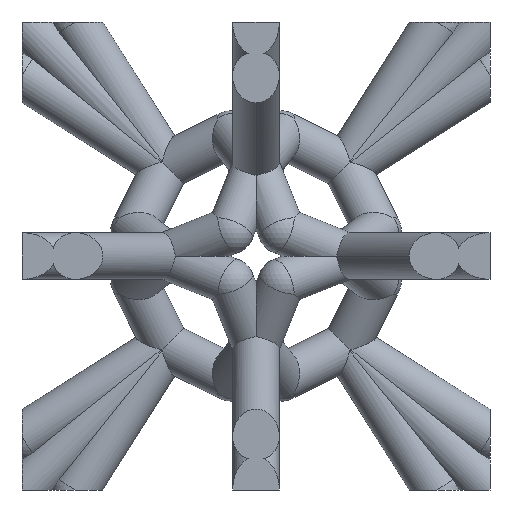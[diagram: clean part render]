
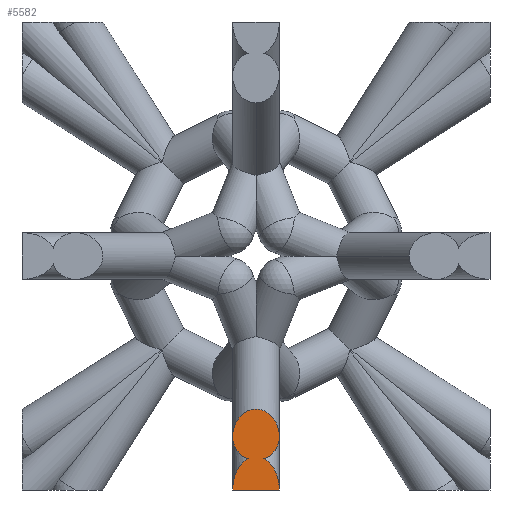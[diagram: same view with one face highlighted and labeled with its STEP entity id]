
A CAD part, front view. The second image highlights one B-rep face of the part: STEP entity #5582.
In plain terms, the highlighted planar face has unit normal (0, -1, 0).
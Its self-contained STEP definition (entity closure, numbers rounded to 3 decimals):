
#387 = CYLINDRICAL_SURFACE('',#388,0.5);
#388 = AXIS2_PLACEMENT_3D('',#389,#390,#391);
#389 = CARTESIAN_POINT('',(0.,-5.,-5.));
#390 = DIRECTION('',(0.,0.707,0.707));
#391 = DIRECTION('',(0.,0.707,-0.707));
#427 = CYLINDRICAL_SURFACE('',#428,0.5);
#428 = AXIS2_PLACEMENT_3D('',#429,#430,#431);
#429 = CARTESIAN_POINT('',(0.,-1.919,-1.919));
#430 = DIRECTION('',(0.,-0.846,-0.534));
#431 = DIRECTION('',(0.,0.534,-0.846));
#1593 = CYLINDRICAL_SURFACE('',#1594,0.5);
#1594 = AXIS2_PLACEMENT_3D('',#1595,#1596,#1597);
#1595 = CARTESIAN_POINT('',(0.,-5.,-5.));
#1596 = DIRECTION('',(0.,0.707,0.707));
#1597 = DIRECTION('',(0.,0.707,-0.707));
#1649 = VERTEX_POINT('',#1650);
#1650 = CARTESIAN_POINT('',(0.5,-5.,-3.864));
#1665 = SPHERICAL_SURFACE('',#1666,0.5);
#1666 = AXIS2_PLACEMENT_3D('',#1667,#1668,#1669);
#1667 = CARTESIAN_POINT('',(0.,-5.,-3.864));
#1668 = DIRECTION('',(0.,0.,1.));
#1669 = DIRECTION('',(1.,0.,-0.));
#1750 = VERTEX_POINT('',#1751);
#1751 = CARTESIAN_POINT('',(-0.5,-5.,-3.864));
#1766 = SPHERICAL_SURFACE('',#1767,0.5);
#1767 = AXIS2_PLACEMENT_3D('',#1768,#1769,#1770);
#1768 = CARTESIAN_POINT('',(0.,-5.,-3.864));
#1769 = DIRECTION('',(0.,0.,1.));
#1770 = DIRECTION('',(1.,0.,-0.));
#1826 = EDGE_CURVE('',#1750,#1649,#1827,.T.);
#1827 = SURFACE_CURVE('',#1828,(#1833,#1846),.PCURVE_S1.);
#1828 = ELLIPSE('',#1829,0.591,0.5);
#1829 = AXIS2_PLACEMENT_3D('',#1830,#1831,#1832);
#1830 = CARTESIAN_POINT('',(0.,-5.,-3.864));
#1831 = DIRECTION('',(0.,1.,0.));
#1832 = DIRECTION('',(0.,0.,-1.));
#1833 = PCURVE('',#427,#1834);
#1834 = DEFINITIONAL_REPRESENTATION('',(#1835),#1845);
#1835 = B_SPLINE_CURVE_WITH_KNOTS('',8,(#1836,#1837,#1838,#1839,#1840,
    #1841,#1842,#1843,#1844),.UNSPECIFIED.,.F.,.F.,(9,9),(1.571,
    4.712),.PIECEWISE_BEZIER_KNOTS.);
#1836 = CARTESIAN_POINT('',(4.712,3.643));
#1837 = CARTESIAN_POINT('',(4.32,3.519));
#1838 = CARTESIAN_POINT('',(3.927,3.395));
#1839 = CARTESIAN_POINT('',(3.534,3.3));
#1840 = CARTESIAN_POINT('',(3.142,3.264));
#1841 = CARTESIAN_POINT('',(2.749,3.3));
#1842 = CARTESIAN_POINT('',(2.356,3.395));
#1843 = CARTESIAN_POINT('',(1.963,3.519));
#1844 = CARTESIAN_POINT('',(1.571,3.643));
#1845 = ( GEOMETRIC_REPRESENTATION_CONTEXT(2) 
PARAMETRIC_REPRESENTATION_CONTEXT() REPRESENTATION_CONTEXT('2D SPACE',''
  ) );
#1846 = PCURVE('',#1847,#1852);
#1847 = PLANE('',#1848);
#1848 = AXIS2_PLACEMENT_3D('',#1849,#1850,#1851);
#1849 = CARTESIAN_POINT('',(-5.,-5.,-5.));
#1850 = DIRECTION('',(-0.,1.,0.));
#1851 = DIRECTION('',(0.,0.,1.));
#1852 = DEFINITIONAL_REPRESENTATION('',(#1853),#1857);
#1853 = ELLIPSE('',#1854,0.591,0.5);
#1854 = AXIS2_PLACEMENT_2D('',#1855,#1856);
#1855 = CARTESIAN_POINT('',(1.136,5.));
#1856 = DIRECTION('',(-1.,0.));
#1857 = ( GEOMETRIC_REPRESENTATION_CONTEXT(2) 
PARAMETRIC_REPRESENTATION_CONTEXT() REPRESENTATION_CONTEXT('2D SPACE',''
  ) );
#2085 = VERTEX_POINT('',#2086);
#2086 = CARTESIAN_POINT('',(-0.5,-5.,-5.));
#2106 = PLANE('',#2107);
#2107 = AXIS2_PLACEMENT_3D('',#2108,#2109,#2110);
#2108 = CARTESIAN_POINT('',(-5.,-5.,-5.));
#2109 = DIRECTION('',(0.,0.,1.));
#2110 = DIRECTION('',(1.,0.,-0.));
#2118 = EDGE_CURVE('',#2085,#2119,#2121,.T.);
#2119 = VERTEX_POINT('',#2120);
#2120 = CARTESIAN_POINT('',(-0.169,-5.,-4.334));
#2121 = SURFACE_CURVE('',#2122,(#2127,#2140),.PCURVE_S1.);
#2122 = ELLIPSE('',#2123,0.707,0.5);
#2123 = AXIS2_PLACEMENT_3D('',#2124,#2125,#2126);
#2124 = CARTESIAN_POINT('',(0.,-5.,-5.));
#2125 = DIRECTION('',(-0.,1.,0.));
#2126 = DIRECTION('',(0.,0.,1.));
#2127 = PCURVE('',#387,#2128);
#2128 = DEFINITIONAL_REPRESENTATION('',(#2129),#2139);
#2129 = B_SPLINE_CURVE_WITH_KNOTS('',8,(#2130,#2131,#2132,#2133,#2134,
    #2135,#2136,#2137,#2138),.UNSPECIFIED.,.F.,.F.,(9,9),(4.712
    ,7.854),.PIECEWISE_BEZIER_KNOTS.);
#2130 = CARTESIAN_POINT('',(1.571,0.));
#2131 = CARTESIAN_POINT('',(1.963,0.196));
#2132 = CARTESIAN_POINT('',(2.356,0.393));
#2133 = CARTESIAN_POINT('',(2.749,0.543));
#2134 = CARTESIAN_POINT('',(3.142,0.601));
#2135 = CARTESIAN_POINT('',(3.534,0.543));
#2136 = CARTESIAN_POINT('',(3.927,0.393));
#2137 = CARTESIAN_POINT('',(4.32,0.196));
#2138 = CARTESIAN_POINT('',(4.712,0.));
#2139 = ( GEOMETRIC_REPRESENTATION_CONTEXT(2) 
PARAMETRIC_REPRESENTATION_CONTEXT() REPRESENTATION_CONTEXT('2D SPACE',''
  ) );
#2140 = PCURVE('',#1847,#2141);
#2141 = DEFINITIONAL_REPRESENTATION('',(#2142),#2146);
#2142 = ELLIPSE('',#2143,0.707,0.5);
#2143 = AXIS2_PLACEMENT_2D('',#2144,#2145);
#2144 = CARTESIAN_POINT('',(0.,5.));
#2145 = DIRECTION('',(1.,0.));
#2146 = ( GEOMETRIC_REPRESENTATION_CONTEXT(2) 
PARAMETRIC_REPRESENTATION_CONTEXT() REPRESENTATION_CONTEXT('2D SPACE',''
  ) );
#4687 = VERTEX_POINT('',#4688);
#4688 = CARTESIAN_POINT('',(0.169,-5.,-4.334));
#4931 = EDGE_CURVE('',#4687,#4932,#4934,.T.);
#4932 = VERTEX_POINT('',#4933);
#4933 = CARTESIAN_POINT('',(0.5,-5.,-5.));
#4934 = SURFACE_CURVE('',#4935,(#4940,#4953),.PCURVE_S1.);
#4935 = ELLIPSE('',#4936,0.707,0.5);
#4936 = AXIS2_PLACEMENT_3D('',#4937,#4938,#4939);
#4937 = CARTESIAN_POINT('',(0.,-5.,-5.));
#4938 = DIRECTION('',(-0.,1.,0.));
#4939 = DIRECTION('',(0.,0.,1.));
#4940 = PCURVE('',#1593,#4941);
#4941 = DEFINITIONAL_REPRESENTATION('',(#4942),#4952);
#4942 = B_SPLINE_CURVE_WITH_KNOTS('',8,(#4943,#4944,#4945,#4946,#4947,
    #4948,#4949,#4950,#4951),.UNSPECIFIED.,.F.,.F.,(9,9),(4.712
    ,7.854),.PIECEWISE_BEZIER_KNOTS.);
#4943 = CARTESIAN_POINT('',(1.571,0.));
#4944 = CARTESIAN_POINT('',(1.963,0.196));
#4945 = CARTESIAN_POINT('',(2.356,0.393));
#4946 = CARTESIAN_POINT('',(2.749,0.543));
#4947 = CARTESIAN_POINT('',(3.142,0.601));
#4948 = CARTESIAN_POINT('',(3.534,0.543));
#4949 = CARTESIAN_POINT('',(3.927,0.393));
#4950 = CARTESIAN_POINT('',(4.32,0.196));
#4951 = CARTESIAN_POINT('',(4.712,0.));
#4952 = ( GEOMETRIC_REPRESENTATION_CONTEXT(2) 
PARAMETRIC_REPRESENTATION_CONTEXT() REPRESENTATION_CONTEXT('2D SPACE',''
  ) );
#4953 = PCURVE('',#1847,#4954);
#4954 = DEFINITIONAL_REPRESENTATION('',(#4955),#4959);
#4955 = ELLIPSE('',#4956,0.707,0.5);
#4956 = AXIS2_PLACEMENT_2D('',#4957,#4958);
#4957 = CARTESIAN_POINT('',(0.,5.));
#4958 = DIRECTION('',(1.,0.));
#4959 = ( GEOMETRIC_REPRESENTATION_CONTEXT(2) 
PARAMETRIC_REPRESENTATION_CONTEXT() REPRESENTATION_CONTEXT('2D SPACE',''
  ) );
#5556 = EDGE_CURVE('',#4687,#1649,#5557,.T.);
#5557 = SURFACE_CURVE('',#5558,(#5563,#5570),.PCURVE_S1.);
#5558 = CIRCLE('',#5559,0.5);
#5559 = AXIS2_PLACEMENT_3D('',#5560,#5561,#5562);
#5560 = CARTESIAN_POINT('',(0.,-5.,-3.864));
#5561 = DIRECTION('',(0.,-1.,0.));
#5562 = DIRECTION('',(1.,0.,0.));
#5563 = PCURVE('',#1665,#5564);
#5564 = DEFINITIONAL_REPRESENTATION('',(#5565),#5569);
#5565 = LINE('',#5566,#5567);
#5566 = CARTESIAN_POINT('',(0.,-6.283));
#5567 = VECTOR('',#5568,1.);
#5568 = DIRECTION('',(0.,1.));
#5569 = ( GEOMETRIC_REPRESENTATION_CONTEXT(2) 
PARAMETRIC_REPRESENTATION_CONTEXT() REPRESENTATION_CONTEXT('2D SPACE',''
  ) );
#5570 = PCURVE('',#1847,#5571);
#5571 = DEFINITIONAL_REPRESENTATION('',(#5572),#5580);
#5572 = ( BOUNDED_CURVE() B_SPLINE_CURVE(2,(#5573,#5574,#5575,#5576,
#5577,#5578,#5579),.UNSPECIFIED.,.T.,.F.) B_SPLINE_CURVE_WITH_KNOTS((1,2
    ,2,2,2,1),(-2.094,0.,2.094,4.189,
6.283,8.378),.UNSPECIFIED.) CURVE() 
GEOMETRIC_REPRESENTATION_ITEM() RATIONAL_B_SPLINE_CURVE((1.,0.5,1.,0.5,
1.,0.5,1.)) REPRESENTATION_ITEM('') );
#5573 = CARTESIAN_POINT('',(1.136,5.5));
#5574 = CARTESIAN_POINT('',(2.002,5.5));
#5575 = CARTESIAN_POINT('',(1.569,4.75));
#5576 = CARTESIAN_POINT('',(1.136,4.));
#5577 = CARTESIAN_POINT('',(0.703,4.75));
#5578 = CARTESIAN_POINT('',(0.27,5.5));
#5579 = CARTESIAN_POINT('',(1.136,5.5));
#5580 = ( GEOMETRIC_REPRESENTATION_CONTEXT(2) 
PARAMETRIC_REPRESENTATION_CONTEXT() REPRESENTATION_CONTEXT('2D SPACE',''
  ) );
#5582 = ADVANCED_FACE('',(#5583),#1847,.F.);
#5583 = FACE_BOUND('',#5584,.F.);
#5584 = EDGE_LOOP('',(#5585,#5586,#5607,#5608,#5630,#5631));
#5585 = ORIENTED_EDGE('',*,*,#4931,.T.);
#5586 = ORIENTED_EDGE('',*,*,#5587,.F.);
#5587 = EDGE_CURVE('',#2085,#4932,#5588,.T.);
#5588 = SURFACE_CURVE('',#5589,(#5593,#5600),.PCURVE_S1.);
#5589 = LINE('',#5590,#5591);
#5590 = CARTESIAN_POINT('',(-5.,-5.,-5.));
#5591 = VECTOR('',#5592,1.);
#5592 = DIRECTION('',(1.,0.,-0.));
#5593 = PCURVE('',#1847,#5594);
#5594 = DEFINITIONAL_REPRESENTATION('',(#5595),#5599);
#5595 = LINE('',#5596,#5597);
#5596 = CARTESIAN_POINT('',(0.,0.));
#5597 = VECTOR('',#5598,1.);
#5598 = DIRECTION('',(0.,1.));
#5599 = ( GEOMETRIC_REPRESENTATION_CONTEXT(2) 
PARAMETRIC_REPRESENTATION_CONTEXT() REPRESENTATION_CONTEXT('2D SPACE',''
  ) );
#5600 = PCURVE('',#2106,#5601);
#5601 = DEFINITIONAL_REPRESENTATION('',(#5602),#5606);
#5602 = LINE('',#5603,#5604);
#5603 = CARTESIAN_POINT('',(0.,0.));
#5604 = VECTOR('',#5605,1.);
#5605 = DIRECTION('',(1.,0.));
#5606 = ( GEOMETRIC_REPRESENTATION_CONTEXT(2) 
PARAMETRIC_REPRESENTATION_CONTEXT() REPRESENTATION_CONTEXT('2D SPACE',''
  ) );
#5607 = ORIENTED_EDGE('',*,*,#2118,.T.);
#5608 = ORIENTED_EDGE('',*,*,#5609,.T.);
#5609 = EDGE_CURVE('',#2119,#1750,#5610,.T.);
#5610 = SURFACE_CURVE('',#5611,(#5616,#5623),.PCURVE_S1.);
#5611 = CIRCLE('',#5612,0.5);
#5612 = AXIS2_PLACEMENT_3D('',#5613,#5614,#5615);
#5613 = CARTESIAN_POINT('',(0.,-5.,-3.864));
#5614 = DIRECTION('',(-0.,1.,0.));
#5615 = DIRECTION('',(0.,0.,1.));
#5616 = PCURVE('',#1847,#5617);
#5617 = DEFINITIONAL_REPRESENTATION('',(#5618),#5622);
#5618 = CIRCLE('',#5619,0.5);
#5619 = AXIS2_PLACEMENT_2D('',#5620,#5621);
#5620 = CARTESIAN_POINT('',(1.136,5.));
#5621 = DIRECTION('',(1.,0.));
#5622 = ( GEOMETRIC_REPRESENTATION_CONTEXT(2) 
PARAMETRIC_REPRESENTATION_CONTEXT() REPRESENTATION_CONTEXT('2D SPACE',''
  ) );
#5623 = PCURVE('',#1766,#5624);
#5624 = DEFINITIONAL_REPRESENTATION('',(#5625),#5629);
#5625 = LINE('',#5626,#5627);
#5626 = CARTESIAN_POINT('',(3.142,-4.712));
#5627 = VECTOR('',#5628,1.);
#5628 = DIRECTION('',(-0.,1.));
#5629 = ( GEOMETRIC_REPRESENTATION_CONTEXT(2) 
PARAMETRIC_REPRESENTATION_CONTEXT() REPRESENTATION_CONTEXT('2D SPACE',''
  ) );
#5630 = ORIENTED_EDGE('',*,*,#1826,.T.);
#5631 = ORIENTED_EDGE('',*,*,#5556,.F.);
